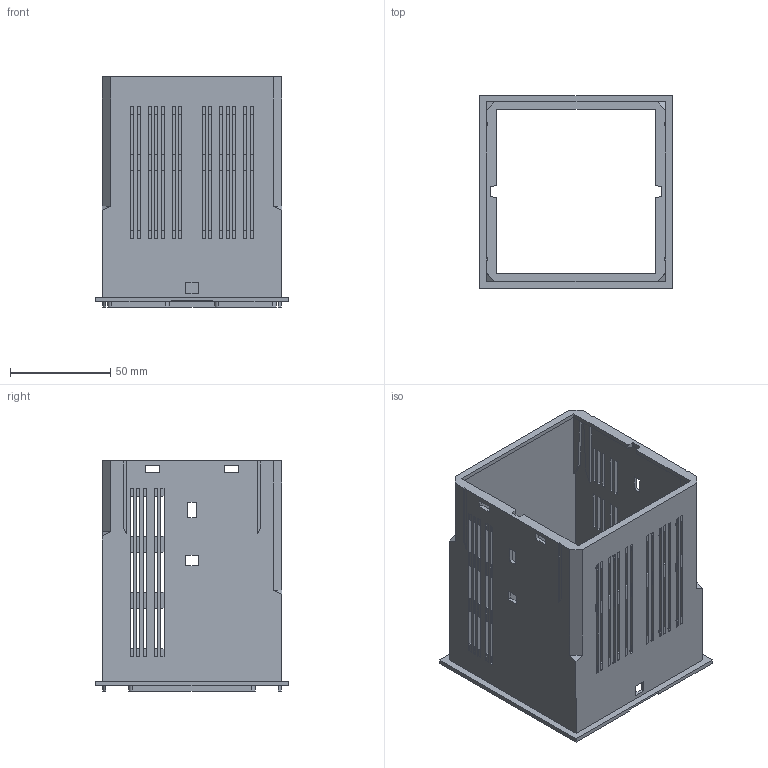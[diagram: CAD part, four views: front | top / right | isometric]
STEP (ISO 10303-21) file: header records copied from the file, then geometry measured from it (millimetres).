
FILE_DESCRIPTION (( 'STEP AP214' ), '1' );
FILE_NAME ('FIC-96-01.STEP', '2022-01-24T10:00:43', ( '' ), ( '' ), 'SwSTEP 2.0', 'SolidWorks 2017', '' );
FILE_SCHEMA (( 'AUTOMOTIVE_DESIGN' ));
Length unit declared in the file: millimetre
Products named in the file (3): Case FUTURA; FIC-96-01
Assembly tree (1 placements, depth 2):
  Case FUTURA
  FIC-96-01
    Case FUTURA
Bounding box: 96 x 96 x 114.7 mm (x, y, z)
Volume: 69639.5 mm3; surface area: 86580.3 mm2
Topology: 1 solids, 1 shells, 438 faces, 1416 edges, 944 vertices
Faces by surface type: plane 420, cylinder 18
Entity records: 15629 total; most frequent: ORIENTED_EDGE 2832, CARTESIAN_POINT 2803, DIRECTION 2338, EDGE_CURVE 1416, LINE 1380, VECTOR 1380, VERTEX_POINT 944, EDGE_LOOP 538
